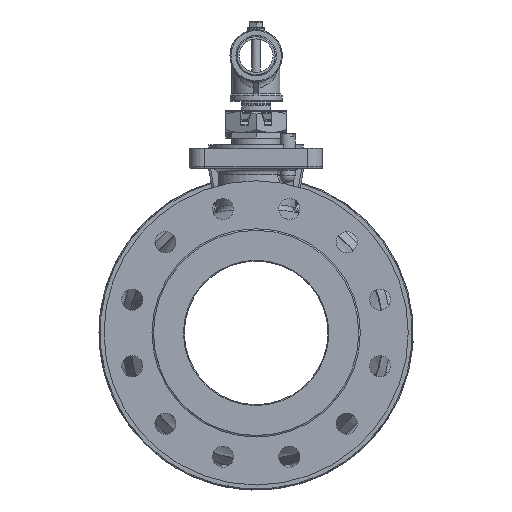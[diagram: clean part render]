
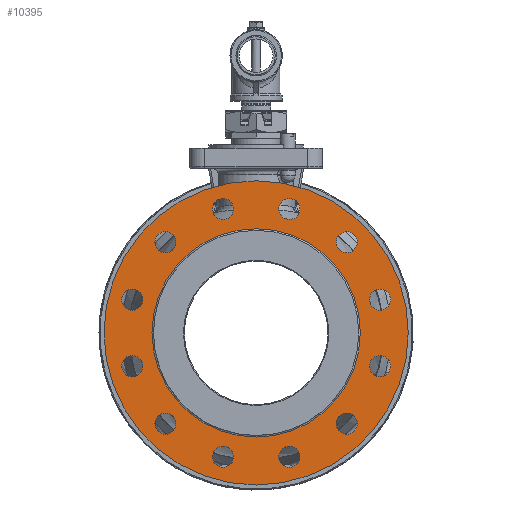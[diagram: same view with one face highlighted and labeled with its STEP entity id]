
A CAD part, left-side view. The second image highlights one B-rep face of the part: STEP entity #10395.
In plain terms, the highlighted planar face has unit normal (-1, 0, 0).
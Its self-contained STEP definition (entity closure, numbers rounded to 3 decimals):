
#559=PLANE('',#11291);
#853=FACE_BOUND('',#3218,.T.);
#854=FACE_BOUND('',#3219,.T.);
#855=FACE_BOUND('',#3220,.T.);
#856=FACE_BOUND('',#3221,.T.);
#857=FACE_BOUND('',#3222,.T.);
#858=FACE_BOUND('',#3223,.T.);
#859=FACE_BOUND('',#3224,.T.);
#860=FACE_BOUND('',#3225,.T.);
#861=FACE_BOUND('',#3226,.T.);
#862=FACE_BOUND('',#3227,.T.);
#863=FACE_BOUND('',#3228,.T.);
#864=FACE_BOUND('',#3229,.T.);
#865=FACE_BOUND('',#3230,.T.);
#978=CIRCLE('',#10780,11.1);
#980=CIRCLE('',#10783,11.1);
#982=CIRCLE('',#10786,11.1);
#984=CIRCLE('',#10789,11.1);
#986=CIRCLE('',#10792,11.1);
#988=CIRCLE('',#10795,11.1);
#990=CIRCLE('',#10798,11.1);
#992=CIRCLE('',#10801,11.1);
#994=CIRCLE('',#10804,11.1);
#996=CIRCLE('',#10807,11.1);
#998=CIRCLE('',#10810,11.1);
#1000=CIRCLE('',#10813,11.1);
#1193=CIRCLE('',#11292,160.);
#1194=CIRCLE('',#11293,109.55);
#2431=FACE_OUTER_BOUND('',#3217,.T.);
#3217=EDGE_LOOP('',(#8585));
#3218=EDGE_LOOP('',(#8586));
#3219=EDGE_LOOP('',(#8587));
#3220=EDGE_LOOP('',(#8588));
#3221=EDGE_LOOP('',(#8589));
#3222=EDGE_LOOP('',(#8590));
#3223=EDGE_LOOP('',(#8591));
#3224=EDGE_LOOP('',(#8592));
#3225=EDGE_LOOP('',(#8593));
#3226=EDGE_LOOP('',(#8594));
#3227=EDGE_LOOP('',(#8595));
#3228=EDGE_LOOP('',(#8596));
#3229=EDGE_LOOP('',(#8597));
#3230=EDGE_LOOP('',(#8598));
#4887=VERTEX_POINT('',#15056);
#4889=VERTEX_POINT('',#15061);
#4891=VERTEX_POINT('',#15066);
#4893=VERTEX_POINT('',#15071);
#4895=VERTEX_POINT('',#15076);
#4897=VERTEX_POINT('',#15081);
#4899=VERTEX_POINT('',#15086);
#4901=VERTEX_POINT('',#15091);
#4903=VERTEX_POINT('',#15096);
#4905=VERTEX_POINT('',#15101);
#4907=VERTEX_POINT('',#15106);
#4909=VERTEX_POINT('',#15111);
#5374=VERTEX_POINT('',#17911);
#5375=VERTEX_POINT('',#17913);
#5821=EDGE_CURVE('',#4887,#4887,#978,.T.);
#5823=EDGE_CURVE('',#4889,#4889,#980,.T.);
#5825=EDGE_CURVE('',#4891,#4891,#982,.T.);
#5827=EDGE_CURVE('',#4893,#4893,#984,.T.);
#5829=EDGE_CURVE('',#4895,#4895,#986,.T.);
#5831=EDGE_CURVE('',#4897,#4897,#988,.T.);
#5833=EDGE_CURVE('',#4899,#4899,#990,.T.);
#5835=EDGE_CURVE('',#4901,#4901,#992,.T.);
#5837=EDGE_CURVE('',#4903,#4903,#994,.T.);
#5839=EDGE_CURVE('',#4905,#4905,#996,.T.);
#5841=EDGE_CURVE('',#4907,#4907,#998,.T.);
#5843=EDGE_CURVE('',#4909,#4909,#1000,.T.);
#6517=EDGE_CURVE('',#5374,#5374,#1193,.T.);
#6518=EDGE_CURVE('',#5375,#5375,#1194,.T.);
#8585=ORIENTED_EDGE('',*,*,#6517,.F.);
#8586=ORIENTED_EDGE('',*,*,#5821,.T.);
#8587=ORIENTED_EDGE('',*,*,#5823,.T.);
#8588=ORIENTED_EDGE('',*,*,#5825,.T.);
#8589=ORIENTED_EDGE('',*,*,#5827,.T.);
#8590=ORIENTED_EDGE('',*,*,#5829,.T.);
#8591=ORIENTED_EDGE('',*,*,#5831,.T.);
#8592=ORIENTED_EDGE('',*,*,#5833,.T.);
#8593=ORIENTED_EDGE('',*,*,#5835,.T.);
#8594=ORIENTED_EDGE('',*,*,#5837,.T.);
#8595=ORIENTED_EDGE('',*,*,#5839,.T.);
#8596=ORIENTED_EDGE('',*,*,#5841,.T.);
#8597=ORIENTED_EDGE('',*,*,#5843,.T.);
#8598=ORIENTED_EDGE('',*,*,#6518,.F.);
#10395=ADVANCED_FACE('',(#2431,#853,#854,#855,#856,#857,#858,#859,#860,
#861,#862,#863,#864,#865),#559,.F.);
#10780=AXIS2_PLACEMENT_3D('',#15057,#11934,#11935);
#10783=AXIS2_PLACEMENT_3D('',#15062,#11940,#11941);
#10786=AXIS2_PLACEMENT_3D('',#15067,#11946,#11947);
#10789=AXIS2_PLACEMENT_3D('',#15072,#11952,#11953);
#10792=AXIS2_PLACEMENT_3D('',#15077,#11958,#11959);
#10795=AXIS2_PLACEMENT_3D('',#15082,#11964,#11965);
#10798=AXIS2_PLACEMENT_3D('',#15087,#11970,#11971);
#10801=AXIS2_PLACEMENT_3D('',#15092,#11976,#11977);
#10804=AXIS2_PLACEMENT_3D('',#15097,#11982,#11983);
#10807=AXIS2_PLACEMENT_3D('',#15102,#11988,#11989);
#10810=AXIS2_PLACEMENT_3D('',#15107,#11994,#11995);
#10813=AXIS2_PLACEMENT_3D('',#15112,#12000,#12001);
#11291=AXIS2_PLACEMENT_3D('',#17910,#13184,#13185);
#11292=AXIS2_PLACEMENT_3D('',#17912,#13186,#13187);
#11293=AXIS2_PLACEMENT_3D('',#17914,#13188,#13189);
#11934=DIRECTION('center_axis',(1.,0.,0.));
#11935=DIRECTION('ref_axis',(0.,0.5,0.866));
#11940=DIRECTION('center_axis',(1.,0.,0.));
#11941=DIRECTION('ref_axis',(0.,0.866,0.5));
#11946=DIRECTION('center_axis',(1.,0.,0.));
#11947=DIRECTION('ref_axis',(0.,1.,0.));
#11952=DIRECTION('center_axis',(1.,0.,0.));
#11953=DIRECTION('ref_axis',(0.,0.866,-0.5));
#11958=DIRECTION('center_axis',(1.,0.,0.));
#11959=DIRECTION('ref_axis',(0.,0.5,-0.866));
#11964=DIRECTION('center_axis',(1.,0.,0.));
#11965=DIRECTION('ref_axis',(0.,0.,-1.));
#11970=DIRECTION('center_axis',(1.,0.,0.));
#11971=DIRECTION('ref_axis',(0.,-0.5,-0.866));
#11976=DIRECTION('center_axis',(1.,0.,0.));
#11977=DIRECTION('ref_axis',(0.,-0.866,-0.5));
#11982=DIRECTION('center_axis',(1.,0.,0.));
#11983=DIRECTION('ref_axis',(0.,-1.,0.));
#11988=DIRECTION('center_axis',(1.,0.,0.));
#11989=DIRECTION('ref_axis',(0.,-0.866,0.5));
#11994=DIRECTION('center_axis',(1.,0.,0.));
#11995=DIRECTION('ref_axis',(0.,-0.5,0.866));
#12000=DIRECTION('center_axis',(1.,0.,0.));
#12001=DIRECTION('ref_axis',(0.,0.,1.));
#13184=DIRECTION('center_axis',(1.,0.,0.));
#13185=DIRECTION('ref_axis',(0.,0.,-1.));
#13186=DIRECTION('center_axis',(1.,0.,0.));
#13187=DIRECTION('ref_axis',(0.,0.,-1.));
#13188=DIRECTION('center_axis',(-1.,0.,0.));
#13189=DIRECTION('ref_axis',(0.,0.,-1.));
#15056=CARTESIAN_POINT('',(-177.1,40.478,139.965));
#15057=CARTESIAN_POINT('Origin',(-177.1,34.928,130.352));
#15061=CARTESIAN_POINT('',(-177.1,105.037,100.974));
#15062=CARTESIAN_POINT('Origin',(-177.1,95.424,95.424));
#15066=CARTESIAN_POINT('',(-177.1,141.452,34.928));
#15067=CARTESIAN_POINT('Origin',(-177.1,130.352,34.928));
#15071=CARTESIAN_POINT('',(-177.1,139.965,-40.478));
#15072=CARTESIAN_POINT('Origin',(-177.1,130.352,-34.928));
#15076=CARTESIAN_POINT('',(-177.1,100.974,-105.037));
#15077=CARTESIAN_POINT('Origin',(-177.1,95.424,-95.424));
#15081=CARTESIAN_POINT('',(-177.1,34.928,-141.452));
#15082=CARTESIAN_POINT('Origin',(-177.1,34.928,-130.352));
#15086=CARTESIAN_POINT('',(-177.1,-40.478,-139.965));
#15087=CARTESIAN_POINT('Origin',(-177.1,-34.928,-130.352));
#15091=CARTESIAN_POINT('',(-177.1,-105.037,-100.974));
#15092=CARTESIAN_POINT('Origin',(-177.1,-95.424,-95.424));
#15096=CARTESIAN_POINT('',(-177.1,-141.452,-34.928));
#15097=CARTESIAN_POINT('Origin',(-177.1,-130.352,-34.928));
#15101=CARTESIAN_POINT('',(-177.1,-139.965,40.478));
#15102=CARTESIAN_POINT('Origin',(-177.1,-130.352,34.928));
#15106=CARTESIAN_POINT('',(-177.1,-100.974,105.037));
#15107=CARTESIAN_POINT('Origin',(-177.1,-95.424,95.424));
#15111=CARTESIAN_POINT('',(-177.1,-34.928,141.452));
#15112=CARTESIAN_POINT('Origin',(-177.1,-34.928,130.352));
#17910=CARTESIAN_POINT('Origin',(-177.1,0.,0.));
#17911=CARTESIAN_POINT('',(-177.1,0.,160.));
#17912=CARTESIAN_POINT('Origin',(-177.1,0.,0.));
#17913=CARTESIAN_POINT('',(-177.1,0.,109.55));
#17914=CARTESIAN_POINT('Origin',(-177.1,0.,0.));
